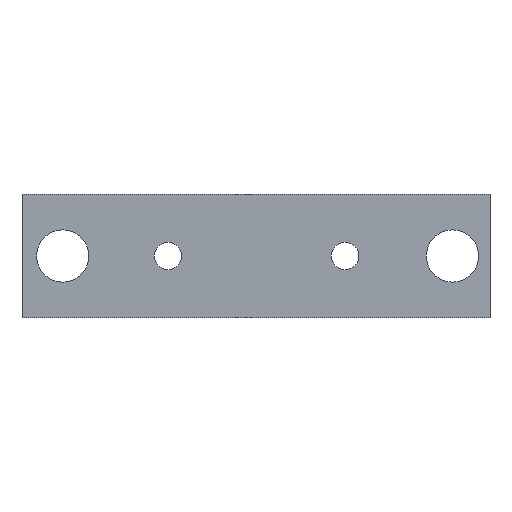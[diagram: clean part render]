
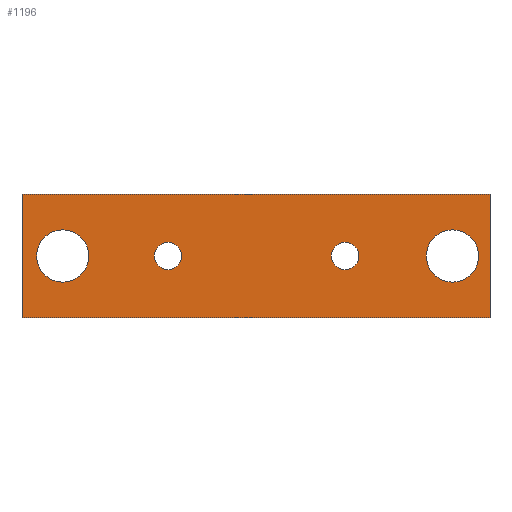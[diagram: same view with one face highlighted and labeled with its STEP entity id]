
A CAD part, front view. The second image highlights one B-rep face of the part: STEP entity #1196.
In plain terms, the highlighted planar face has unit normal (0, -1, 0).
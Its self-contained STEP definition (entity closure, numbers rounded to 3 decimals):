
#6 = CIRCLE ( 'NONE', #776, 0.556 ) ;
#11 = FACE_BOUND ( 'NONE', #952, .T. ) ;
#14 = DIRECTION ( 'NONE',  ( 0., -1., 0. ) ) ;
#21 = CARTESIAN_POINT ( 'NONE',  ( 15.484, -5.203, 1.439 ) ) ;
#35 = ORIENTED_EDGE ( 'NONE', *, *, #852, .F. ) ;
#60 = CARTESIAN_POINT ( 'NONE',  ( 11.125, -5.203, 3.056 ) ) ;
#72 = CARTESIAN_POINT ( 'NONE',  ( 3.93, -5.203, 1.944 ) ) ;
#77 = DIRECTION ( 'NONE',  ( 0., 0., 1. ) ) ;
#100 = LINE ( 'NONE', #871, #239 ) ;
#103 = CARTESIAN_POINT ( 'NONE',  ( -1.995, -5.203, 5. ) ) ;
#109 = VERTEX_POINT ( 'NONE', #459 ) ;
#111 = VERTEX_POINT ( 'NONE', #451 ) ;
#120 = AXIS2_PLACEMENT_3D ( 'NONE', #1082, #709, #221 ) ;
#128 = VERTEX_POINT ( 'NONE', #291 ) ;
#129 = DIRECTION ( 'NONE',  ( 0., -1., 0. ) ) ;
#150 = DIRECTION ( 'NONE',  ( 0., -1., 0. ) ) ;
#171 = EDGE_CURVE ( 'NONE', #1169, #1183, #919, .T. ) ;
#187 = DIRECTION ( 'NONE',  ( 0., 0., 1. ) ) ;
#200 = DIRECTION ( 'NONE',  ( 0., 0., 1. ) ) ;
#205 = EDGE_LOOP ( 'NONE', ( #209, #313, #35, #378 ) ) ;
#207 = EDGE_CURVE ( 'NONE', #515, #971, #1015, .T. ) ;
#209 = ORIENTED_EDGE ( 'NONE', *, *, #853, .T. ) ;
#221 = DIRECTION ( 'NONE',  ( 0., 0., 1. ) ) ;
#227 = ORIENTED_EDGE ( 'NONE', *, *, #569, .F. ) ;
#239 = VECTOR ( 'NONE', #1053, 1000. ) ;
#242 = CARTESIAN_POINT ( 'NONE',  ( -1.995, -5.203, 5. ) ) ;
#257 = EDGE_CURVE ( 'NONE', #722, #474, #1071, .T. ) ;
#261 = LINE ( 'NONE', #932, #1072 ) ;
#264 = CIRCLE ( 'NONE', #120, 0.556 ) ;
#287 = EDGE_CURVE ( 'NONE', #971, #515, #264, .T. ) ;
#291 = CARTESIAN_POINT ( 'NONE',  ( -1.995, -5.203, 0. ) ) ;
#296 = FACE_BOUND ( 'NONE', #791, .T. ) ;
#300 = ORIENTED_EDGE ( 'NONE', *, *, #257, .F. ) ;
#303 = PLANE ( 'NONE',  #963 ) ;
#313 = ORIENTED_EDGE ( 'NONE', *, *, #1174, .F. ) ;
#321 = CARTESIAN_POINT ( 'NONE',  ( 11.125, -5.203, 1.944 ) ) ;
#335 = ORIENTED_EDGE ( 'NONE', *, *, #207, .F. ) ;
#337 = DIRECTION ( 'NONE',  ( 0., -1., 0. ) ) ;
#352 = VERTEX_POINT ( 'NONE', #937 ) ;
#356 = DIRECTION ( 'NONE',  ( 0., 0., 1. ) ) ;
#357 = ORIENTED_EDGE ( 'NONE', *, *, #171, .F. ) ;
#368 = AXIS2_PLACEMENT_3D ( 'NONE', #452, #485, #883 ) ;
#378 = ORIENTED_EDGE ( 'NONE', *, *, #405, .T. ) ;
#405 = EDGE_CURVE ( 'NONE', #109, #128, #100, .T. ) ;
#406 = LINE ( 'NONE', #487, #1220 ) ;
#444 = ORIENTED_EDGE ( 'NONE', *, *, #287, .F. ) ;
#448 = CIRCLE ( 'NONE', #1074, 1.061 ) ;
#451 = CARTESIAN_POINT ( 'NONE',  ( 17.005, -5.203, 0. ) ) ;
#452 = CARTESIAN_POINT ( 'NONE',  ( 3.93, -5.203, 2.5 ) ) ;
#459 = CARTESIAN_POINT ( 'NONE',  ( -1.995, -5.203, 5. ) ) ;
#474 = VERTEX_POINT ( 'NONE', #475 ) ;
#475 = CARTESIAN_POINT ( 'NONE',  ( -0.34, -5.203, 1.439 ) ) ;
#485 = DIRECTION ( 'NONE',  ( 0., -1., 0. ) ) ;
#487 = CARTESIAN_POINT ( 'NONE',  ( 17.005, -5.203, 5. ) ) ;
#513 = CARTESIAN_POINT ( 'NONE',  ( 15.484, -5.203, 3.561 ) ) ;
#515 = VERTEX_POINT ( 'NONE', #321 ) ;
#567 = EDGE_CURVE ( 'NONE', #474, #722, #1017, .T. ) ;
#569 = EDGE_CURVE ( 'NONE', #1183, #1169, #448, .T. ) ;
#587 = DIRECTION ( 'NONE',  ( 0., -1., 0. ) ) ;
#588 = DIRECTION ( 'NONE',  ( 0., 0., -1. ) ) ;
#604 = FACE_BOUND ( 'NONE', #869, .T. ) ;
#615 = FACE_OUTER_BOUND ( 'NONE', #205, .T. ) ;
#625 = CARTESIAN_POINT ( 'NONE',  ( -0.34, -5.203, 2.5 ) ) ;
#661 = CARTESIAN_POINT ( 'NONE',  ( 15.484, -5.203, 2.5 ) ) ;
#667 = ORIENTED_EDGE ( 'NONE', *, *, #945, .F. ) ;
#672 = VECTOR ( 'NONE', #821, 1000. ) ;
#694 = AXIS2_PLACEMENT_3D ( 'NONE', #985, #150, #1227 ) ;
#701 = FACE_BOUND ( 'NONE', #707, .T. ) ;
#707 = EDGE_LOOP ( 'NONE', ( #357, #227 ) ) ;
#709 = DIRECTION ( 'NONE',  ( 0., -1., 0. ) ) ;
#713 = AXIS2_PLACEMENT_3D ( 'NONE', #625, #587, #356 ) ;
#718 = VERTEX_POINT ( 'NONE', #1247 ) ;
#722 = VERTEX_POINT ( 'NONE', #1223 ) ;
#734 = VERTEX_POINT ( 'NONE', #72 ) ;
#742 = EDGE_CURVE ( 'NONE', #718, #734, #1116, .T. ) ;
#772 = ORIENTED_EDGE ( 'NONE', *, *, #567, .F. ) ;
#776 = AXIS2_PLACEMENT_3D ( 'NONE', #1104, #129, #1097 ) ;
#791 = EDGE_LOOP ( 'NONE', ( #667, #875 ) ) ;
#821 = DIRECTION ( 'NONE',  ( 1., 0., 0. ) ) ;
#852 = EDGE_CURVE ( 'NONE', #109, #352, #1043, .T. ) ;
#853 = EDGE_CURVE ( 'NONE', #128, #111, #261, .T. ) ;
#859 = AXIS2_PLACEMENT_3D ( 'NONE', #941, #14, #77 ) ;
#869 = EDGE_LOOP ( 'NONE', ( #335, #444 ) ) ;
#871 = CARTESIAN_POINT ( 'NONE',  ( -1.995, -5.203, 5. ) ) ;
#875 = ORIENTED_EDGE ( 'NONE', *, *, #742, .F. ) ;
#880 = AXIS2_PLACEMENT_3D ( 'NONE', #882, #1039, #187 ) ;
#882 = CARTESIAN_POINT ( 'NONE',  ( 11.125, -5.203, 2.5 ) ) ;
#883 = DIRECTION ( 'NONE',  ( 0., 0., 1. ) ) ;
#919 = CIRCLE ( 'NONE', #859, 1.061 ) ;
#932 = CARTESIAN_POINT ( 'NONE',  ( -1.995, -5.203, 0. ) ) ;
#937 = CARTESIAN_POINT ( 'NONE',  ( 17.005, -5.203, 5. ) ) ;
#941 = CARTESIAN_POINT ( 'NONE',  ( 15.484, -5.203, 2.5 ) ) ;
#945 = EDGE_CURVE ( 'NONE', #734, #718, #6, .T. ) ;
#952 = EDGE_LOOP ( 'NONE', ( #772, #300 ) ) ;
#963 = AXIS2_PLACEMENT_3D ( 'NONE', #103, #1090, #200 ) ;
#971 = VERTEX_POINT ( 'NONE', #60 ) ;
#985 = CARTESIAN_POINT ( 'NONE',  ( -0.34, -5.203, 2.5 ) ) ;
#1015 = CIRCLE ( 'NONE', #880, 0.556 ) ;
#1017 = CIRCLE ( 'NONE', #694, 1.061 ) ;
#1028 = DIRECTION ( 'NONE',  ( 1., 0., 0. ) ) ;
#1039 = DIRECTION ( 'NONE',  ( 0., -1., 0. ) ) ;
#1043 = LINE ( 'NONE', #242, #672 ) ;
#1053 = DIRECTION ( 'NONE',  ( 0., 0., -1. ) ) ;
#1071 = CIRCLE ( 'NONE', #713, 1.061 ) ;
#1072 = VECTOR ( 'NONE', #1028, 1000. ) ;
#1074 = AXIS2_PLACEMENT_3D ( 'NONE', #661, #337, #1211 ) ;
#1082 = CARTESIAN_POINT ( 'NONE',  ( 11.125, -5.203, 2.5 ) ) ;
#1090 = DIRECTION ( 'NONE',  ( 0., 1., 0. ) ) ;
#1097 = DIRECTION ( 'NONE',  ( 0., 0., 1. ) ) ;
#1104 = CARTESIAN_POINT ( 'NONE',  ( 3.93, -5.203, 2.5 ) ) ;
#1116 = CIRCLE ( 'NONE', #368, 0.556 ) ;
#1169 = VERTEX_POINT ( 'NONE', #21 ) ;
#1174 = EDGE_CURVE ( 'NONE', #352, #111, #406, .T. ) ;
#1183 = VERTEX_POINT ( 'NONE', #513 ) ;
#1196 = ADVANCED_FACE ( 'NONE', ( #296, #604, #701, #11, #615 ), #303, .F. ) ;
#1211 = DIRECTION ( 'NONE',  ( 0., 0., 1. ) ) ;
#1220 = VECTOR ( 'NONE', #588, 1000. ) ;
#1223 = CARTESIAN_POINT ( 'NONE',  ( -0.34, -5.203, 3.561 ) ) ;
#1227 = DIRECTION ( 'NONE',  ( 0., 0., 1. ) ) ;
#1247 = CARTESIAN_POINT ( 'NONE',  ( 3.93, -5.203, 3.056 ) ) ;
